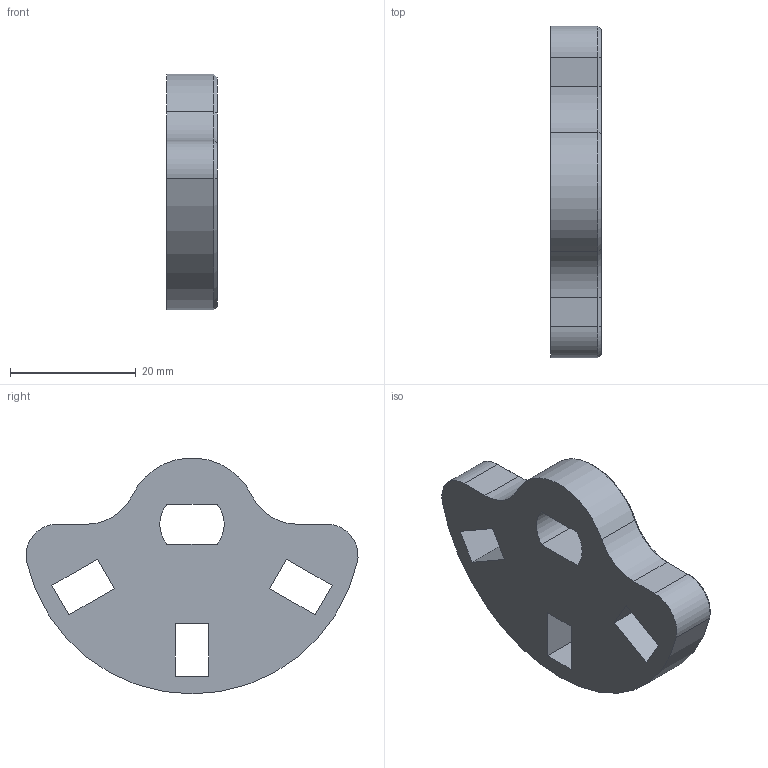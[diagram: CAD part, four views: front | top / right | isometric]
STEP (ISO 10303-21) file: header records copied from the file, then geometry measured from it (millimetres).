
FILE_DESCRIPTION(/* description */ (''),/* implementation_level */ '2;1');
FILE_NAME(/* name */ 'SRT_Disco.step',/* time_stamp */ '2023-10-29T22:08:09-03:00',/* author */ (''),/* organization */ (''),/* preprocessor_version */ 'ST-DEVELOPER v20',/* originating_system */ 'Autodesk Translation Framework v12.14.0.127',/* authorisation */ '');
FILE_SCHEMA (('AUTOMOTIVE_DESIGN { 1 0 10303 214 3 1 1 }'));
Length unit declared in the file: millimetre
Products named in the file (2): Piezas mecanismo 4; Disco
Assembly tree (1 placements, depth 2):
  Piezas mecanismo 4
    Disco
Bounding box: 8 x 52.83 x 37.52 mm (x, y, z)
Volume: 8930.4 mm3; surface area: 4200.9 mm2
Topology: 1 solids, 1 shells, 50 faces, 120 edges, 72 vertices
Faces by surface type: plane 34, cone 8, cylinder 8
Entity records: 1489 total; most frequent: CARTESIAN_POINT 257, DIRECTION 246, ORIENTED_EDGE 240, EDGE_CURVE 120, LINE 92, VECTOR 92, AXIS2_PLACEMENT_3D 77, VERTEX_POINT 72
